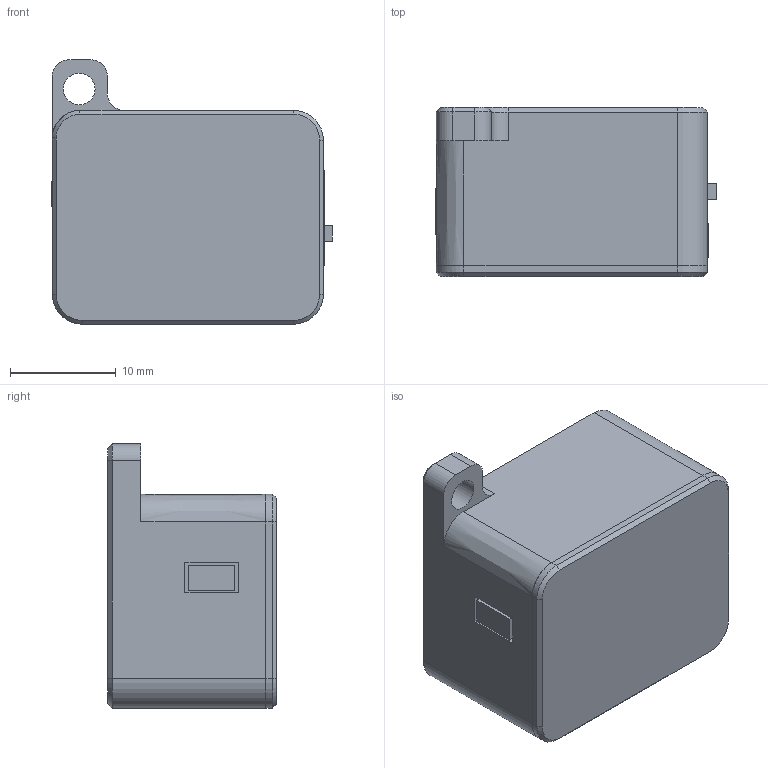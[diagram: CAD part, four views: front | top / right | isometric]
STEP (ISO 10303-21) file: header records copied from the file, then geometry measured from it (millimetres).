
FILE_DESCRIPTION(/* description */ (''),/* implementation_level */ '2;1');
FILE_NAME(/* name */ 'laser range finder.step',/* time_stamp */ '2024-05-28T09:58:52+05:30',/* author */ (''),/* organization */ (''),/* preprocessor_version */ 'ST-DEVELOPER v20',/* originating_system */ 'Autodesk Translation Framework v13.14.0.145',/* authorisation */ '');
FILE_SCHEMA (('AUTOMOTIVE_DESIGN { 1 0 10303 214 3 1 1 }'));
Length unit declared in the file: millimetre
Products named in the file (40): laser; Seeed Studio XIAO ESP32C6 v1; XIAO-ESP32S3 v2 v1; Seeed Studio XIAO-ESP32-S3 (Sense); USB TYPE C PORT; USB TYPE C PORT (1); BOSS-EXTRUDE14_8_; BOSS-EXTRUDE7_4_; BOSS-EXTRUDE7_3_; BOSS-EXTRUDE14_4_; BOSS-EXTRUDE14_2_; BOSS-EXTRUDE14_11_; BOSS-EXTRUDE7_7_; BOSS-EXTRUDE14_9_; BOSS-EXTRUDE14_3_; BOSS-EXTRUDE14_7_; MIRROR2; BOSS-EXTRUDE14_5_; BOSS-EXTRUDE14_12_; BOSS-EXTRUDE7_8_; BOSS-EXTRUDE7_1_; BOSS-EXTRUDE14_10_; BOSS-EXTRUDE7_9_; BOSS-EXTRUDE14_6_; CHAMFER9; BOSS-EXTRUDE14_1_; BOSS-EXTRUDE7_6_; BOSS-EXTRUDE7_2_; CUT-EXTRUDE5; BOSS-EXTRUDE7_5_; Shield; SKTAAAE010 v1; U.FL-R-SMT-1_10_ v1; 0.49 inch oled v2; JST - GH - SMD (R) - 4Pin - 1.25mm v1; battrey; 4*8mm switchs v1; TOF VL53L0X v1; main body; back cap
Assembly tree (40 placements, depth 7):
  laser
    Seeed Studio XIAO ESP32C6 v1
      XIAO-ESP32S3 v2 v1
        Seeed Studio XIAO-ESP32-S3 (Sense)
          USB TYPE C PORT
            USB TYPE C PORT (1)
              BOSS-EXTRUDE14_8_
              BOSS-EXTRUDE7_4_
              BOSS-EXTRUDE7_3_
              BOSS-EXTRUDE14_4_
              BOSS-EXTRUDE14_2_
              BOSS-EXTRUDE14_11_
              BOSS-EXTRUDE7_7_
              BOSS-EXTRUDE14_9_
              BOSS-EXTRUDE14_3_
              BOSS-EXTRUDE14_7_
              MIRROR2
              BOSS-EXTRUDE14_5_
              BOSS-EXTRUDE14_12_
              BOSS-EXTRUDE7_8_
              BOSS-EXTRUDE7_1_
              BOSS-EXTRUDE14_10_
              BOSS-EXTRUDE7_9_
              BOSS-EXTRUDE14_6_
              CHAMFER9
              BOSS-EXTRUDE14_1_
              BOSS-EXTRUDE7_6_
              BOSS-EXTRUDE7_2_
              CUT-EXTRUDE5
              BOSS-EXTRUDE7_5_
          Shield
          SKTAAAE010 v1  x2
          U.FL-R-SMT-1_10_ v1
    0.49 inch oled v2
      JST - GH - SMD (R) - 4Pin - 1.25mm v1
    battrey
    4*8mm switchs v1
    TOF VL53L0X v1
    main body
    back cap
Bounding box: 26.55 x 15.97 x 25.02 mm (x, y, z)
Volume: 4791.3 mm3; surface area: 8678.9 mm2
Topology: 39 solids, 64 shells, 1457 faces, 3738 edges, 2435 vertices
Faces by surface type: plane 1021, cylinder 264, bspline 136, cone 18, torus 12, sphere 6
Full cylindrical faces by diameter (mm): 0.5 x3, 0.6 x2, 0.75 x14, 1.1 x6, 1.524 x8, 1.72 x1, 1.86 x1, 2 x2, 3 x1, 3.1 x1
Entity records: 46686 total; most frequent: CARTESIAN_POINT 10146, ORIENTED_EDGE 7472, DIRECTION 6880, EDGE_CURVE 3736, LINE 2890, VECTOR 2890, VERTEX_POINT 2435, AXIS2_PLACEMENT_3D 1995
